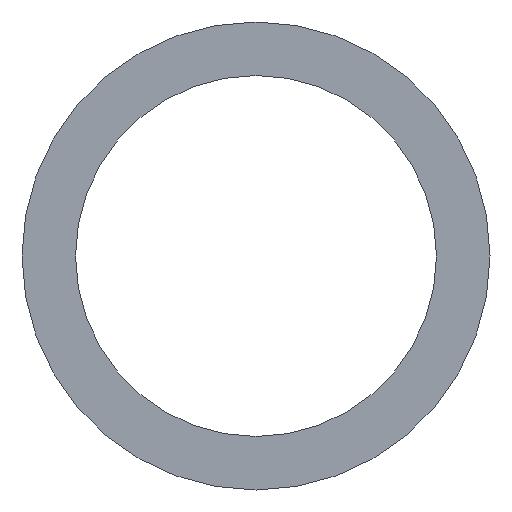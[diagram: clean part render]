
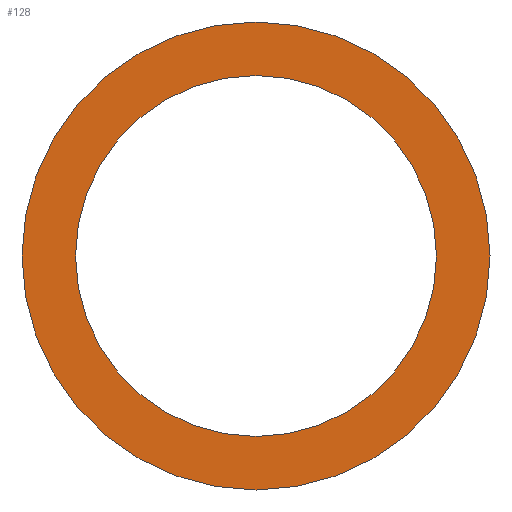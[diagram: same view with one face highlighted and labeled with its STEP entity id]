
A CAD part, left-side view. The second image highlights one B-rep face of the part: STEP entity #128.
In plain terms, the highlighted planar face has unit normal (-1, 0, 0).
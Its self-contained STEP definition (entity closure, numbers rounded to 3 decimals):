
#72 = VERTEX_POINT( '', #184 );
#126 = EDGE_CURVE( '', #160, #146, #244, .T. );
#128 = ADVANCED_FACE( '', ( #246, #247 ), #248, .T. );
#132 = EDGE_CURVE( '', #72, #152, #253, .T. );
#134 = EDGE_CURVE( '', #146, #160, #255, .T. );
#144 = EDGE_CURVE( '', #152, #72, #268, .T. );
#146 = VERTEX_POINT( '', #270 );
#152 = VERTEX_POINT( '', #276 );
#160 = VERTEX_POINT( '', #285 );
#184 = CARTESIAN_POINT( '', ( -128., -160., 0. ) );
#244 = CIRCLE( '', #378, 123.4 );
#246 = FACE_BOUND( '', #380, .T. );
#247 = FACE_OUTER_BOUND( '', #381, .T. );
#248 = PLANE( '', #382 );
#253 = CIRCLE( '', #388, 160. );
#255 = CIRCLE( '', #391, 123.4 );
#268 = CIRCLE( '', #407, 160. );
#270 = CARTESIAN_POINT( '', ( -128., -123.4, 0. ) );
#276 = CARTESIAN_POINT( '', ( -128., 160., 0. ) );
#285 = CARTESIAN_POINT( '', ( -128., 123.4, 0. ) );
#378 = AXIS2_PLACEMENT_3D( '', #504, #505, #506 );
#380 = EDGE_LOOP( '', ( #508, #509 ) );
#381 = EDGE_LOOP( '', ( #510, #511 ) );
#382 = AXIS2_PLACEMENT_3D( '', #512, #513, #514 );
#388 = AXIS2_PLACEMENT_3D( '', #523, #524, #525 );
#391 = AXIS2_PLACEMENT_3D( '', #526, #527, #528 );
#407 = AXIS2_PLACEMENT_3D( '', #551, #552, #553 );
#504 = CARTESIAN_POINT( '', ( -128., 0., 0. ) );
#505 = DIRECTION( '', ( -1., 0., 0. ) );
#506 = DIRECTION( '', ( 0., 1., 0. ) );
#508 = ORIENTED_EDGE( '', *, *, #126, .F. );
#509 = ORIENTED_EDGE( '', *, *, #134, .F. );
#510 = ORIENTED_EDGE( '', *, *, #144, .T. );
#511 = ORIENTED_EDGE( '', *, *, #132, .T. );
#512 = CARTESIAN_POINT( '', ( -128., 141.7, 0. ) );
#513 = DIRECTION( '', ( -1., 0., 0. ) );
#514 = DIRECTION( '', ( 0., 1., 0. ) );
#523 = CARTESIAN_POINT( '', ( -128., 0., 0. ) );
#524 = DIRECTION( '', ( -1., 0., 0. ) );
#525 = DIRECTION( '', ( 0., 1., 0. ) );
#526 = CARTESIAN_POINT( '', ( -128., 0., 0. ) );
#527 = DIRECTION( '', ( -1., 0., 0. ) );
#528 = DIRECTION( '', ( 0., 1., 0. ) );
#551 = CARTESIAN_POINT( '', ( -128., 0., 0. ) );
#552 = DIRECTION( '', ( -1., 0., 0. ) );
#553 = DIRECTION( '', ( 0., 1., 0. ) );
